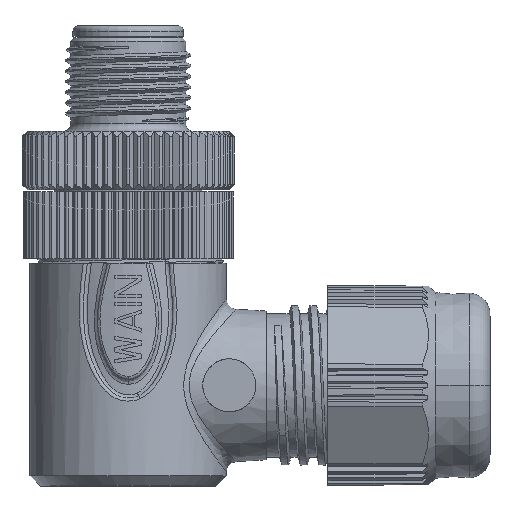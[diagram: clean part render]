
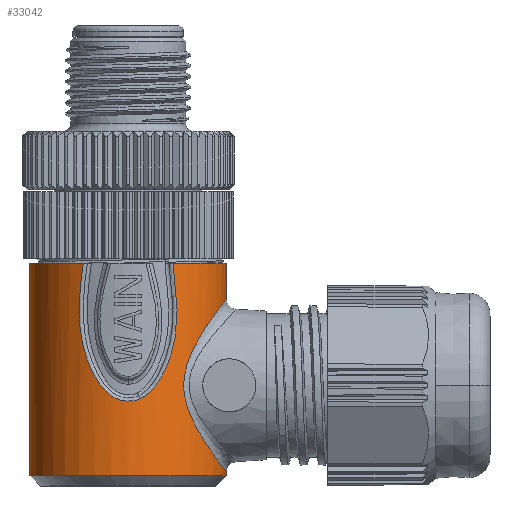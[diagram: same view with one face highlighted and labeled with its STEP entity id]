
A CAD part, top view. The second image highlights one B-rep face of the part: STEP entity #33042.
In plain terms, the highlighted cylindrical face has radius 9.25 mm (diameter 18.5 mm), a partial arc.
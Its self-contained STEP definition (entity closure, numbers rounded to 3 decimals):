
#11135=CARTESIAN_POINT('',(0.,-12.427,0.));
#11136=DIRECTION('',(0.,-1.,0.));
#11137=DIRECTION('',(-0.458,0.,0.889));
#11138=AXIS2_PLACEMENT_3D('',#11135,#11136,#11137);
#11231=CARTESIAN_POINT('',(0.,-12.427,0.));
#11232=DIRECTION('',(0.,-1.,0.));
#11233=DIRECTION('',(1.,0.,0.));
#11234=AXIS2_PLACEMENT_3D('',#11231,#11232,#11233);
#11263=CARTESIAN_POINT('',(1.155,-25.175,
9.178));
#11264=CARTESIAN_POINT('',(0.999,-25.246,
9.197));
#11265=CARTESIAN_POINT('',(0.675,-25.359,
9.23));
#11266=CARTESIAN_POINT('',(0.159,-25.431,
9.254));
#11267=CARTESIAN_POINT('',(-0.422,-25.407,
9.246));
#11268=CARTESIAN_POINT('',(-0.898,-25.294,
9.21));
#11269=CARTESIAN_POINT('',(-1.388,-25.078,
9.15));
#11270=CARTESIAN_POINT('',(-1.885,-24.732,
9.061));
#11271=CARTESIAN_POINT('',(-2.378,-24.244,
8.944));
#11272=CARTESIAN_POINT('',(-2.849,-23.614,
8.805));
#11273=CARTESIAN_POINT('',(-3.294,-22.848,
8.648));
#11274=CARTESIAN_POINT('',(-3.716,-21.951,
8.475));
#11275=CARTESIAN_POINT('',(-4.1,-20.894,
8.295));
#11276=CARTESIAN_POINT('',(-4.404,-19.644,
8.136));
#11277=CARTESIAN_POINT('',(-4.59,-18.178,
8.031));
#11278=CARTESIAN_POINT('',(-4.634,-16.492,
8.006));
#11279=CARTESIAN_POINT('',(-4.521,-14.587,
8.071));
#11280=CARTESIAN_POINT('',(-4.343,-13.172,
8.168));
#11281=CARTESIAN_POINT('',(-4.233,-12.427,
8.225));
#11283=CARTESIAN_POINT('',(4.228,-12.427,
8.227));
#11284=CARTESIAN_POINT('',(4.341,-13.142,
8.169));
#11285=CARTESIAN_POINT('',(4.513,-14.503,
8.075));
#11286=CARTESIAN_POINT('',(4.624,-16.335,
8.011));
#11287=CARTESIAN_POINT('',(4.598,-17.97,
8.027));
#11288=CARTESIAN_POINT('',(4.444,-19.406,
8.114));
#11289=CARTESIAN_POINT('',(4.174,-20.643,
8.257));
#11290=CARTESIAN_POINT('',(3.821,-21.695,
8.427));
#11291=CARTESIAN_POINT('',(3.422,-22.59,
8.597));
#11292=CARTESIAN_POINT('',(3.004,-23.362,
8.752));
#11293=CARTESIAN_POINT('',(2.563,-24.012,
8.892));
#11294=CARTESIAN_POINT('',(2.1,-24.535,
9.013));
#11295=CARTESIAN_POINT('',(1.624,-24.928,
9.111));
#11296=CARTESIAN_POINT('',(1.31,-25.105,
9.158));
#11297=CARTESIAN_POINT('',(1.155,-25.175,
9.178));
#11305=DIRECTION('',(0.,1.,0.));
#11306=VECTOR('',#11305,20.);
#11307=CARTESIAN_POINT('',(-9.25,-32.427,0.));
#11308=LINE('',#11307,#11306);
#11309=CARTESIAN_POINT('',(9.25,-15.753,
0.));
#11310=CARTESIAN_POINT('',(9.25,-15.753,
0.3));
#11311=CARTESIAN_POINT('',(9.221,-15.792,
0.907));
#11312=CARTESIAN_POINT('',(9.086,-15.97,
1.817));
#11313=CARTESIAN_POINT('',(8.854,-16.28,
2.735));
#11314=CARTESIAN_POINT('',(8.516,-16.739,
3.657));
#11315=CARTESIAN_POINT('',(8.063,-17.37,
4.572));
#11316=CARTESIAN_POINT('',(7.499,-18.188,
5.45));
#11317=CARTESIAN_POINT('',(6.84,-19.218,
6.252));
#11318=CARTESIAN_POINT('',(6.237,-20.292,
6.844));
#11319=CARTESIAN_POINT('',(5.772,-21.298,
7.234));
#11320=CARTESIAN_POINT('',(5.448,-22.249,
7.478));
#11321=CARTESIAN_POINT('',(5.27,-23.117,
7.602));
#11322=CARTESIAN_POINT('',(5.215,-23.927,
7.64));
#11323=CARTESIAN_POINT('',(5.27,-24.737,
7.602));
#11324=CARTESIAN_POINT('',(5.448,-25.605,
7.478));
#11325=CARTESIAN_POINT('',(5.772,-26.556,
7.234));
#11326=CARTESIAN_POINT('',(6.237,-27.561,
6.844));
#11327=CARTESIAN_POINT('',(6.84,-28.635,
6.252));
#11328=CARTESIAN_POINT('',(7.499,-29.665,
5.45));
#11329=CARTESIAN_POINT('',(8.063,-30.484,
4.572));
#11330=CARTESIAN_POINT('',(8.516,-31.115,
3.657));
#11331=CARTESIAN_POINT('',(8.854,-31.573,
2.735));
#11332=CARTESIAN_POINT('',(9.086,-31.883,
1.817));
#11333=CARTESIAN_POINT('',(9.221,-32.062,
0.907));
#11334=CARTESIAN_POINT('',(9.25,-32.1,
0.3));
#11335=CARTESIAN_POINT('',(9.25,-32.1,
0.));
#11337=DIRECTION('',(0.,-1.,0.));
#11338=VECTOR('',#11337,0.326);
#11339=CARTESIAN_POINT('',(9.25,-32.1,
0.));
#11340=LINE('',#11339,#11338);
#11352=CARTESIAN_POINT('',(0.,-32.427,0.));
#11353=DIRECTION('',(0.,1.,0.));
#11354=DIRECTION('',(-1.,0.,0.));
#11355=AXIS2_PLACEMENT_3D('',#11352,#11353,#11354);
#11448=DIRECTION('',(0.,1.,0.));
#11449=VECTOR('',#11448,3.326);
#11450=CARTESIAN_POINT('',(9.25,-15.753,
0.));
#11451=LINE('',#11450,#11449);
#11472=CARTESIAN_POINT('',(9.25,-32.1,
0.));
#18048=VERTEX_POINT('',#11472);
#18049=VERTEX_POINT('',#11309);
#18050=CARTESIAN_POINT('',(9.25,-32.427,0.));
#18051=CARTESIAN_POINT('',(-9.25,-32.427,0.));
#18052=VERTEX_POINT('',#18050);
#18053=VERTEX_POINT('',#18051);
#18054=CARTESIAN_POINT('',(9.25,-12.427,0.));
#18055=VERTEX_POINT('',#18054);
#18060=CARTESIAN_POINT('',(-9.25,-12.427,0.));
#18061=VERTEX_POINT('',#18060);
#18202=CARTESIAN_POINT('',(-4.233,-12.427,
8.225));
#18203=VERTEX_POINT('',#18202);
#18204=VERTEX_POINT('',#11263);
#18205=VERTEX_POINT('',#11283);
#33021=CARTESIAN_POINT('',(0.,-6.227,0.));
#33022=DIRECTION('',(0.,-1.,0.));
#33023=DIRECTION('',(-1.,0.,0.));
#33024=AXIS2_PLACEMENT_3D('',#33021,#33022,#33023);
#33025=CYLINDRICAL_SURFACE('',#33024,9.25);
#33027=ORIENTED_EDGE('',*,*,#33026,.F.);
#33029=ORIENTED_EDGE('',*,*,#33028,.T.);
#33030=ORIENTED_EDGE('',*,*,#32631,.F.);
#33031=ORIENTED_EDGE('',*,*,#32870,.F.);
#33032=ORIENTED_EDGE('',*,*,#33013,.F.);
#33033=ORIENTED_EDGE('',*,*,#32659,.F.);
#33035=ORIENTED_EDGE('',*,*,#33034,.F.);
#33037=ORIENTED_EDGE('',*,*,#33036,.T.);
#33039=ORIENTED_EDGE('',*,*,#33038,.T.);
#33040=EDGE_LOOP('',(#33027,#33029,#33030,#33031,#33032,#33033,#33035,#33037,
#33039));
#33041=FACE_OUTER_BOUND('',#33040,.F.);
#33042=ADVANCED_FACE('',(#33041),#33025,.T.);
#11139=CIRCLE('',#11138,9.25);
#11235=CIRCLE('',#11234,9.25);
#11282=B_SPLINE_CURVE_WITH_KNOTS('',3,(#11263,#11264,#11265,#11266,#11267,
#11268,#11269,#11270,#11271,#11272,#11273,#11274,#11275,#11276,#11277,#11278,
#11279,#11280,#11281),.UNSPECIFIED.,.F.,.F.,(4,1,1,1,1,1,1,1,1,1,1,1,1,1,1,1,4),
(0.,0.063,0.125,0.188,0.25,0.313,0.375,0.438,0.5,0.563,
0.625,0.688,0.75,0.813,0.875,0.938,1.),.UNSPECIFIED.);
#11298=B_SPLINE_CURVE_WITH_KNOTS('',3,(#11283,#11284,#11285,#11286,#11287,
#11288,#11289,#11290,#11291,#11292,#11293,#11294,#11295,#11296,#11297),
.UNSPECIFIED.,.F.,.F.,(4,1,1,1,1,1,1,1,1,1,1,1,4),(0.,0.083,
0.167,0.25,0.333,0.417,0.5,
0.583,0.667,0.75,0.833,0.917,
1.),.UNSPECIFIED.);
#11336=B_SPLINE_CURVE_WITH_KNOTS('',3,(#11309,#11310,#11311,#11312,#11313,
#11314,#11315,#11316,#11317,#11318,#11319,#11320,#11321,#11322,#11323,#11324,
#11325,#11326,#11327,#11328,#11329,#11330,#11331,#11332,#11333,#11334,#11335),
.UNSPECIFIED.,.F.,.F.,(4,1,1,1,1,1,1,1,1,1,1,1,1,1,1,1,1,1,1,1,1,1,1,1,4),(0.,
0.042,0.083,0.125,0.167,0.208,
0.25,0.292,0.333,0.375,0.417,
0.458,0.5,0.542,0.583,0.625,
0.667,0.708,0.75,0.792,0.833,
0.875,0.917,0.958,1.),.UNSPECIFIED.);
#11356=CIRCLE('',#11355,9.25);
#32631=EDGE_CURVE('',#18203,#18061,#11139,.T.);
#32659=EDGE_CURVE('',#18055,#18205,#11235,.T.);
#32870=EDGE_CURVE('',#18204,#18203,#11282,.T.);
#33013=EDGE_CURVE('',#18205,#18204,#11298,.T.);
#33026=EDGE_CURVE('',#18053,#18052,#11356,.T.);
#33028=EDGE_CURVE('',#18053,#18061,#11308,.T.);
#33034=EDGE_CURVE('',#18049,#18055,#11451,.T.);
#33036=EDGE_CURVE('',#18049,#18048,#11336,.T.);
#33038=EDGE_CURVE('',#18048,#18052,#11340,.T.);
